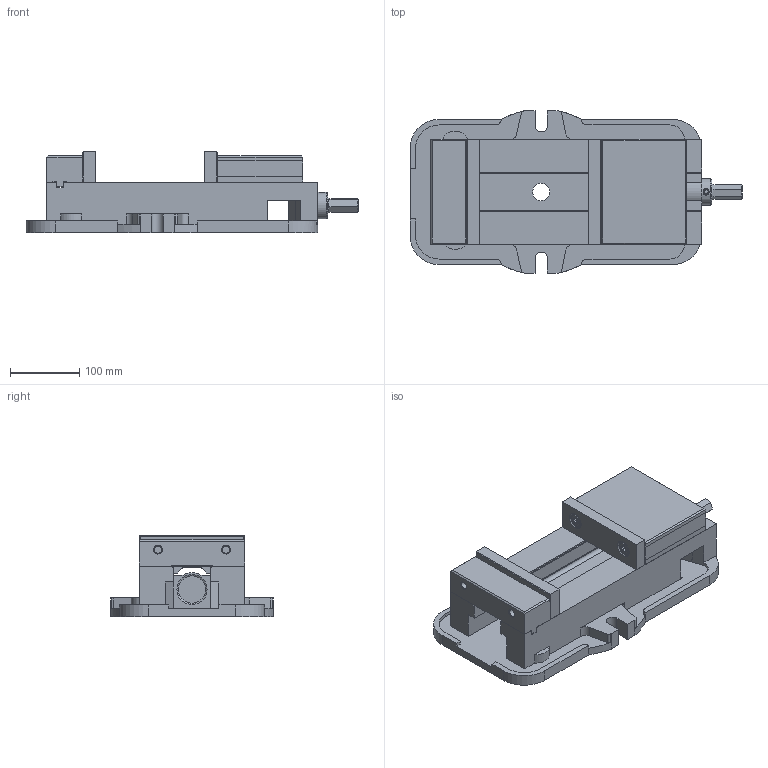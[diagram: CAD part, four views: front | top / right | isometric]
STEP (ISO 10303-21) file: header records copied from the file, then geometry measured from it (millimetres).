
FILE_DESCRIPTION(/* description */ (''),/* implementation_level */ '2;1');
FILE_NAME(/* name */ '3ATL675.stp',/* time_stamp */ '2015-09-16T08:19:50+08:00',/* author */ ('user'),/* organization */ (''),/* preprocessor_version */ 'ST-DEVELOPER v15.2',/* originating_system */ 'Autodesk Inventor 2014',/* authorisation */ '');
FILE_SCHEMA (('AUTOMOTIVE_DESIGN { 1 0 10303 214 3 1 1 }'));
Products named in the file (11): ATD602-螺桿; ATD603-固定螺母; ATL606-活動顎顎; ATL608-前顎; ATL609-鉗口; ATL-60101; ANSI B18.3 - 1_2-20 UNF - 1(22); ANSI B18.3.1M - M14x2 x 65(2); JIS B 1177 扁圓端 - M12 x 35; JIS B 1177 扁圓端 - M8 x 8; ATL675
Bounding box: 480.5 x 235 x 117.52 mm (x, y, z)
Volume: 3852724 mm3; surface area: 568761.8 mm2
Topology: 15 solids, 15 shells, 555 faces, 1404 edges, 885 vertices
Faces by surface type: plane 319, cylinder 162, cone 48, sphere 17, torus 8, bspline 1
Full cylindrical faces by diameter (mm): 6.401 x6, 6.88 x1, 8 x1, 10.592 x7, 11.835 x2, 12 x1, 12.7 x4, 14 x6, 15.5 x2, 19.05 x4, 21 x6, 23 x2, 23.5 x1, 24 x1, 25 x3, 36 x1, 38.5 x1, 39.5 x2, 43.5 x1, 46.5 x1
Entity records: 12893 total; most frequent: CARTESIAN_POINT 2723, DIRECTION 2105, ORIENTED_EDGE 1940, EDGE_CURVE 969, AXIS2_PLACEMENT_3D 735, VERTEX_POINT 654, LINE 635, VECTOR 635
